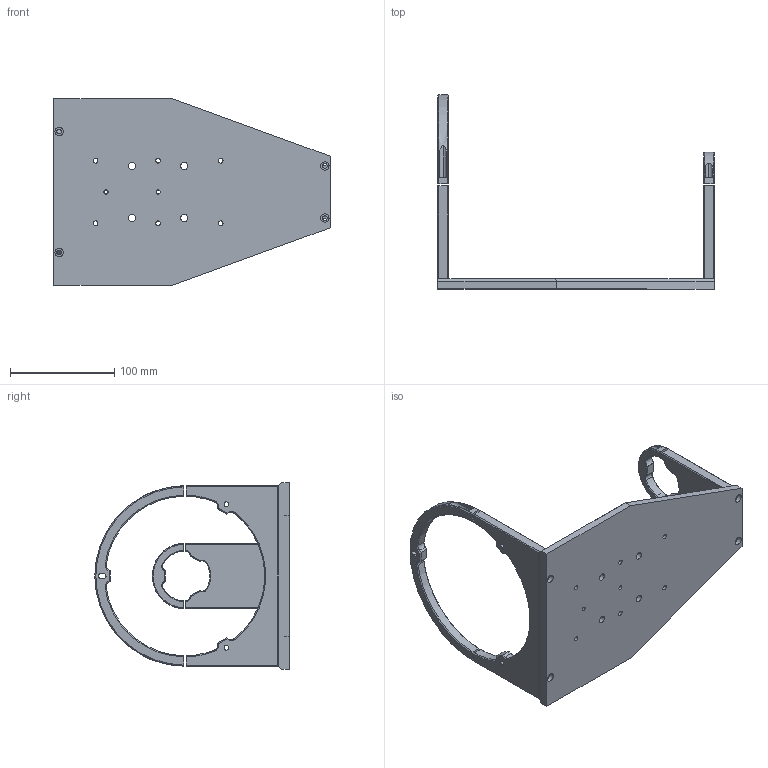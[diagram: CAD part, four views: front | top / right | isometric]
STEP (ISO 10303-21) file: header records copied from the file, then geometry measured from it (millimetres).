
FILE_DESCRIPTION (( 'STEP AP214' ), '1' );
FILE_NAME ('CMHOXX.STEP', '2010-10-22T07:44:41', ( '--' ), ( '' ), 'SwSTEP 2.0', 'SolidWorks 2010', '' );
FILE_SCHEMA (( 'AUTOMOTIVE_DESIGN' ));
Length unit declared in the file: millimetre
Products named in the file (1): CMHOXX
Bounding box: 265 x 186.5 x 179 mm (x, y, z)
Surface area: 130681.8 mm2 (no closed solid volume)
Topology: 0 solids, 5 shells, 258 faces, 689 edges, 448 vertices
Faces by surface type: plane 116, cylinder 94, cone 48
Entity records: 11164 total; most frequent: CARTESIAN_POINT 1640, DIRECTION 1441, ORIENTED_EDGE 1304, EDGE_CURVE 689, AXIS2_PLACEMENT_3D 531, VERTEX_POINT 448, VECTOR 379, LINE 379
